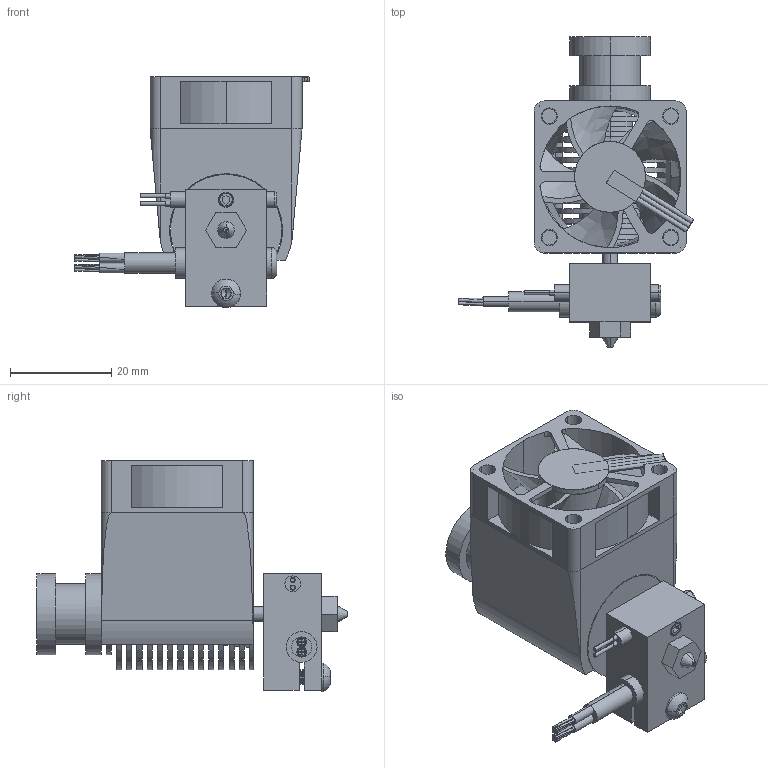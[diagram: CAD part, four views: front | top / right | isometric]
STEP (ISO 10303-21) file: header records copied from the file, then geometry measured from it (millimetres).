
FILE_DESCRIPTION (( 'STEP AP214' ), '1' );
FILE_NAME ('e3Dv6_HotEnd.STEP', '2022-03-29T19:32:04', ( '' ), ( '' ), 'SwSTEP 2.0', 'SolidWorks 2016', '' );
FILE_SCHEMA (( 'AUTOMOTIVE_DESIGN' ));
Length unit declared in the file: millimetre
Products named in the file (15): Pieza3^30mm_fan; E3Dv60.4Nozzle; Pieza2^30mm_fan; socket button head cap screw_am_B18.3.4M - 3 x 0.5 x 5 SBHCS --S; heater cartridge; 30mm_fanprop; E3Dv6HeatBlock; NTC_thermistor; E3Dv6HeatBreak; e3Dv6_HotEnd; socket set screw flat point_am_B18.3.6M - M3 x 0.5 x 4 Hex Socket Flat Pt. SS --S; Fan_support_cover; 30mm_fan; 30mm_fan_frame; E3Dv6HeatSink
Assembly tree (14 placements, depth 3):
  e3Dv6_HotEnd
    E3Dv6HeatBlock
    E3Dv6HeatBreak
    E3Dv6HeatSink
    heater cartridge
    E3Dv60.4Nozzle
    NTC_thermistor
    socket button head cap screw_am_B18.3.4M - 3 x 0.5 x 5 SBHCS --S
    socket set screw flat point_am_B18.3.6M - M3 x 0.5 x 4 Hex Socket Flat Pt. SS --S
    Fan_support_cover
    30mm_fan
      30mm_fan_frame
      30mm_fanprop
      Pieza2^30mm_fan
      Pieza3^30mm_fan
Bounding box: 46.54 x 61.3 x 45.74 mm (x, y, z)
Volume: 20973.2 mm3; surface area: 28268.8 mm2
Topology: 18 solids, 18 shells, 683 faces, 1675 edges, 1084 vertices
Faces by surface type: cylinder 302, plane 192, cone 119, bspline 62, torus 6, sphere 2
Entity records: 34759 total; most frequent: CARTESIAN_POINT 17864, ORIENTED_EDGE 3338, DIRECTION 3227, EDGE_CURVE 1669, AXIS2_PLACEMENT_3D 1295, VERTEX_POINT 1084, EDGE_LOOP 779, FACE_OUTER_BOUND 683
